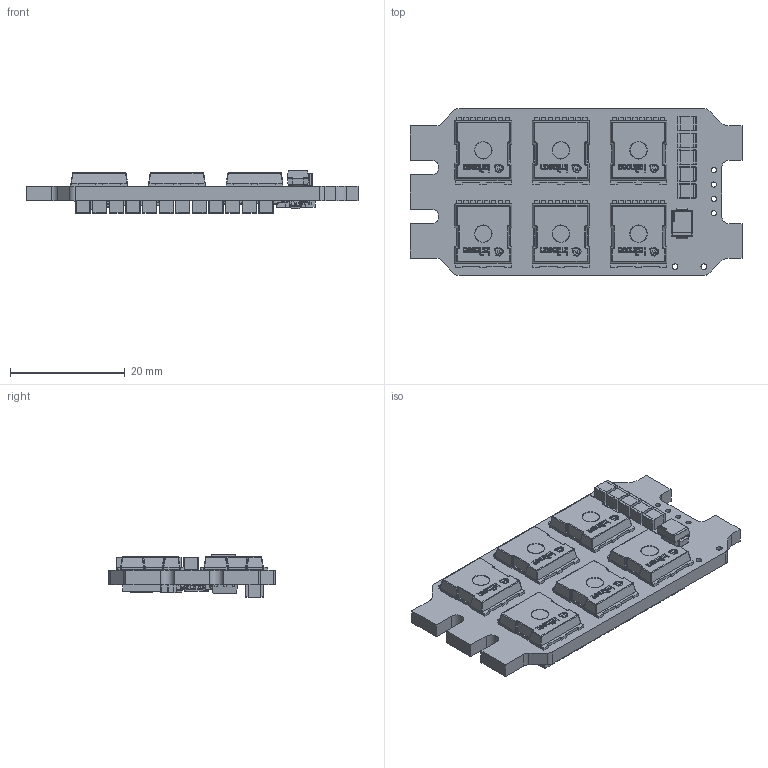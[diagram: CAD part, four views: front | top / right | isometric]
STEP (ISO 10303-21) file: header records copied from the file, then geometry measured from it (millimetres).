
FILE_DESCRIPTION(('Open CASCADE Model'),'2;1');
FILE_NAME('Open CASCADE Shape Model','2025-11-11T16:47:04',('Author'),( 'Open CASCADE'),'Open CASCADE STEP processor 7.5','Open CASCADE 7.5' ,'Unknown');
FILE_SCHEMA(('AUTOMOTIVE_DESIGN { 1 0 10303 214 1 1 1 1 }'));
Length unit declared in the file: millimetre
Products named in the file (124): PCB; Board; Open CASCADE STEP translator 7.5 5.1.1; R27; RESC1005X40N EIA 0402; C15; CAP 1210-2.2mm; C16; C17; C22; C23; C24; C25; C26; C27; C28; C29; C30; C36; C37; C38; C39; U2; 7907561136; Body; ThermalPin; PinsArrayLR; PinsArrayTB; C19; User Library-cap_0603-1; U6; SOT-89; D11; Diode_Nexperia_PESD24VF1BLYL_eec; pins; body; logo; D10; D9; D3 ...
Assembly tree (186 placements, depth 5):
  PCB
    Board
      Open CASCADE STEP translator 7.5 5.1.1
    R27
      RESC1005X40N EIA 0402
    C15
      CAP 1210-2.2mm
    C16
      CAP 1210-2.2mm
    C17
      CAP 1210-2.2mm
    C22
      CAP 1210-2.2mm
    C23
      CAP 1210-2.2mm
    C24
      CAP 1210-2.2mm
    C25
      CAP 1210-2.2mm
    C26
      CAP 1210-2.2mm
    C27
      CAP 1210-2.2mm
    C28
      CAP 1210-2.2mm
    C29
      CAP 1210-2.2mm
    C30
      CAP 1210-2.2mm
    C36
      CAP 1210-2.2mm
    C37
      CAP 1210-2.2mm
    C38
      CAP 1210-2.2mm
    C39
      CAP 1210-2.2mm
    U2
      7907561136
        Body
        ThermalPin
        PinsArrayLR
        PinsArrayTB
    C19
      User Library-cap_0603-1
    U6
      SOT-89
    D11
      Diode_Nexperia_PESD24VF1BLYL_eec
        pins
        body
        logo
    D10
      Diode_Nexperia_PESD24VF1BLYL_eec
        pins
        body
        logo
    D9
      Diode_Nexperia_PESD24VF1BLYL_eec
        pins
Bounding box: 57.75 x 29 x 7.39 mm (x, y, z)
Volume: 5886.3 mm3; surface area: 7888.9 mm2
Topology: 360 solids, 360 shells, 7997 faces, 20013 edges, 12564 vertices
Faces by surface type: plane 4426, cylinder 2293, bspline 902, sphere 364, torus 12
Full cylindrical faces by diameter (mm): 0.011 x3, 0.378 x1, 0.5 x1, 0.9 x4, 1 x2
Entity records: 97029 total; most frequent: CARTESIAN_POINT 27045, ORIENTED_EDGE 13790, DIRECTION 11994, EDGE_CURVE 6895, LINE 4558, VECTOR 4558, VERTEX_POINT 4456, AXIS2_PLACEMENT_3D 3718
